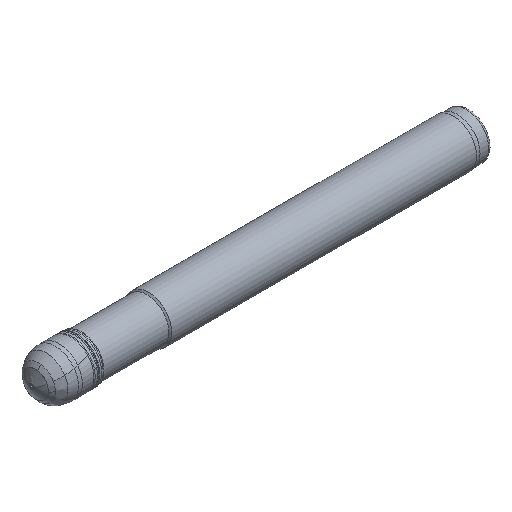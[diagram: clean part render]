
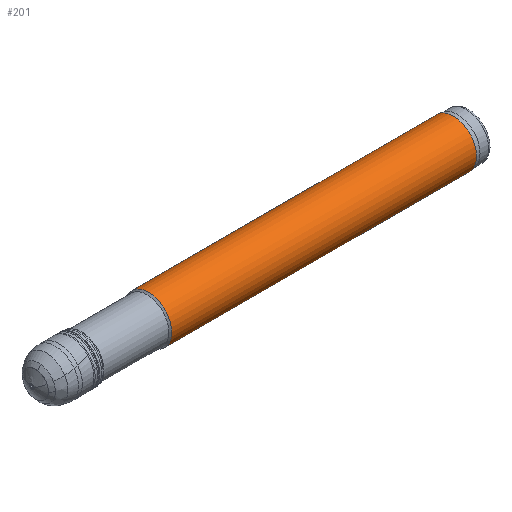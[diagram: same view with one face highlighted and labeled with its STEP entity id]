
A CAD part, isometric view. The second image highlights one B-rep face of the part: STEP entity #201.
In plain terms, the highlighted cylindrical face has radius 8 mm (diameter 16 mm), a full revolution.
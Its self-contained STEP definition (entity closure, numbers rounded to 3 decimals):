
#37=CYLINDRICAL_SURFACE('',#1052,8.);
#51=FACE_BOUND('',#384,.T.);
#52=FACE_BOUND('',#385,.T.);
#201=ADVANCED_FACE('',(#51,#52),#37,.T.);
#384=EDGE_LOOP('',(#680));
#385=EDGE_LOOP('',(#681));
#680=ORIENTED_EDGE('',*,*,#902,.F.);
#681=ORIENTED_EDGE('',*,*,#901,.T.);
#765=VERTEX_POINT('',#3650);
#766=VERTEX_POINT('',#3653);
#901=EDGE_CURVE('',#765,#765,#969,.T.);
#902=EDGE_CURVE('',#766,#766,#970,.T.);
#969=CIRCLE('',#1049,8.);
#970=CIRCLE('',#1051,8.);
#1049=AXIS2_PLACEMENT_3D('',#3649,#1222,#1223);
#1051=AXIS2_PLACEMENT_3D('',#3652,#1226,#1227);
#1052=AXIS2_PLACEMENT_3D('',#3654,#1228,#1229);
#1222=DIRECTION('',(-1.,0.,0.));
#1223=DIRECTION('',(0.,0.,1.));
#1226=DIRECTION('',(-1.,0.,0.));
#1227=DIRECTION('',(0.,0.,1.));
#1228=DIRECTION('',(-1.,0.,0.));
#1229=DIRECTION('',(0.,0.,1.));
#3649=CARTESIAN_POINT('',(144.582,0.,0.));
#3650=CARTESIAN_POINT('',(144.582,0.,8.));
#3652=CARTESIAN_POINT('',(40.,0.,0.));
#3653=CARTESIAN_POINT('',(40.,0.,8.));
#3654=CARTESIAN_POINT('',(0.,0.,0.));
